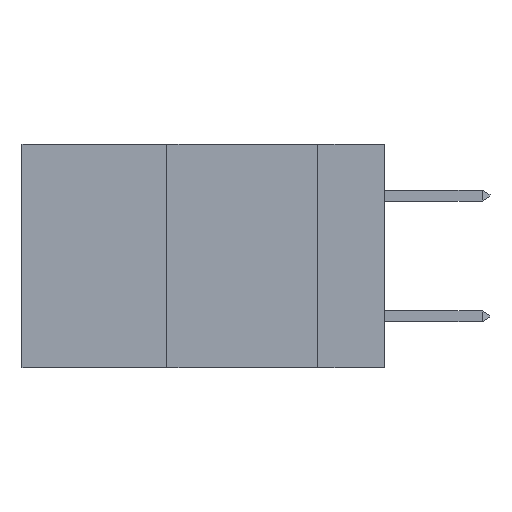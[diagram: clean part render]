
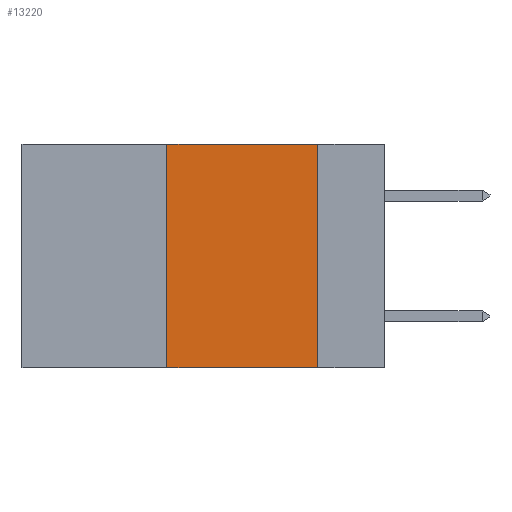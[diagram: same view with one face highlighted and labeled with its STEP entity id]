
A CAD part, left-side view. The second image highlights one B-rep face of the part: STEP entity #13220.
In plain terms, the highlighted planar face has unit normal (-1, 0, 0).
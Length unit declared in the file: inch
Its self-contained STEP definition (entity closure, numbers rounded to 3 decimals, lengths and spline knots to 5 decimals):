
#963 = EDGE_CURVE ( 'NONE', #25388, #7960, #3555, .T. ) ;
#1332 = DIRECTION ( 'NONE',  ( 0., -1., 0. ) ) ;
#1362 = VECTOR ( 'NONE', #19755, 39.37008 ) ;
#1656 = CARTESIAN_POINT ( 'NONE',  ( 0., 0.36, 0. ) ) ;
#1690 = PLANE ( 'NONE',  #14650 ) ;
#1999 = EDGE_CURVE ( 'NONE', #14710, #21297, #12013, .T. ) ;
#3355 = ORIENTED_EDGE ( 'NONE', *, *, #12209, .T. ) ;
#3555 = LINE ( 'NONE', #4742, #18982 ) ;
#3700 = DIRECTION ( 'NONE',  ( 1., 0., 0. ) ) ;
#4742 = CARTESIAN_POINT ( 'NONE',  ( 0., 0.36, 0. ) ) ;
#4877 = CARTESIAN_POINT ( 'NONE',  ( 0., 0.11, -0.37 ) ) ;
#5679 = CARTESIAN_POINT ( 'NONE',  ( 0., 0.11, 0. ) ) ;
#7646 = CARTESIAN_POINT ( 'NONE',  ( 0., 0.6, 0. ) ) ;
#7960 = VERTEX_POINT ( 'NONE', #1656 ) ;
#9275 = CARTESIAN_POINT ( 'NONE',  ( 0., 0.6, 0. ) ) ;
#12013 = LINE ( 'NONE', #5679, #1362 ) ;
#12209 = EDGE_CURVE ( 'NONE', #25388, #21297, #21833, .T. ) ;
#12445 = ORIENTED_EDGE ( 'NONE', *, *, #963, .F. ) ;
#13220 = ADVANCED_FACE ( 'NONE', ( #24602 ), #1690, .F. ) ;
#14650 = AXIS2_PLACEMENT_3D ( 'NONE', #7646, #3700, #17743 ) ;
#14710 = VERTEX_POINT ( 'NONE', #18668 ) ;
#16495 = VECTOR ( 'NONE', #16630, 39.37008 ) ;
#16630 = DIRECTION ( 'NONE',  ( 0., -1., 0. ) ) ;
#16853 = ORIENTED_EDGE ( 'NONE', *, *, #1999, .F. ) ;
#17743 = DIRECTION ( 'NONE',  ( 0., 0., -1. ) ) ;
#17875 = LINE ( 'NONE', #9275, #18792 ) ;
#17928 = EDGE_LOOP ( 'NONE', ( #16853, #22820, #12445, #3355 ) ) ;
#18429 = DIRECTION ( 'NONE',  ( 0., 0., 1. ) ) ;
#18668 = CARTESIAN_POINT ( 'NONE',  ( 0., 0.11, 0. ) ) ;
#18792 = VECTOR ( 'NONE', #1332, 39.37008 ) ;
#18807 = CARTESIAN_POINT ( 'NONE',  ( 0., 0.6, -0.37 ) ) ;
#18841 = EDGE_CURVE ( 'NONE', #7960, #14710, #17875, .T. ) ;
#18982 = VECTOR ( 'NONE', #18429, 39.37008 ) ;
#19755 = DIRECTION ( 'NONE',  ( 0., 0., -1. ) ) ;
#21297 = VERTEX_POINT ( 'NONE', #4877 ) ;
#21833 = LINE ( 'NONE', #18807, #16495 ) ;
#22820 = ORIENTED_EDGE ( 'NONE', *, *, #18841, .F. ) ;
#24602 = FACE_OUTER_BOUND ( 'NONE', #17928, .T. ) ;
#24780 = CARTESIAN_POINT ( 'NONE',  ( 0., 0.36, -0.37 ) ) ;
#25388 = VERTEX_POINT ( 'NONE', #24780 ) ;
